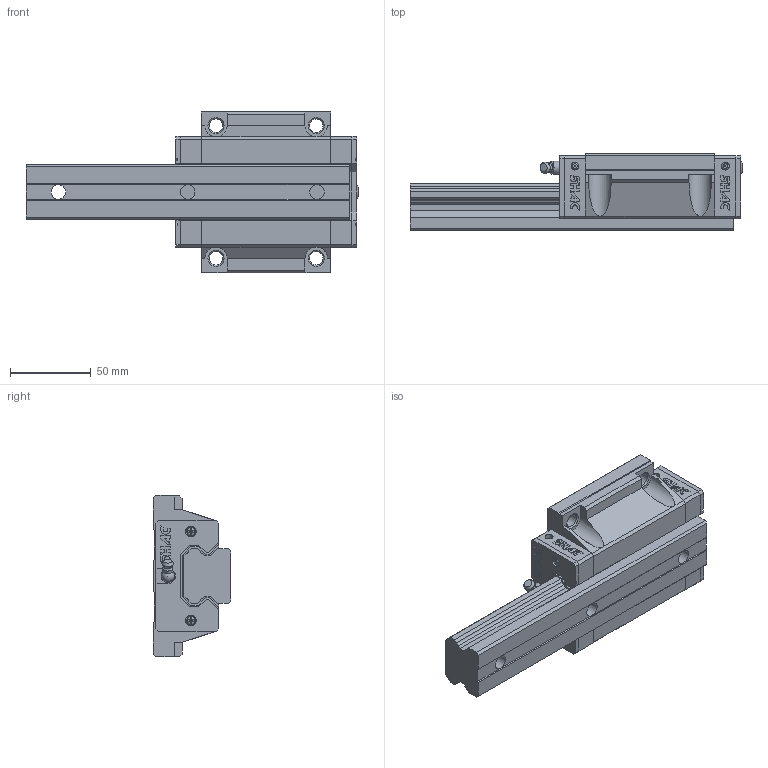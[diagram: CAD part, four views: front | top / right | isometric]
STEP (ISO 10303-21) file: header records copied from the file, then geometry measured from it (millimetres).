
FILE_DESCRIPTION(/* description */ ('STEP AP214'),/* implementation_level */ '2;1');
FILE_NAME(/* name */ 'GHW35CC1R200Z0H-20_20(1_1)',/* time_stamp */ '2025-09-03T13:35:36+02:00',/* author */ ('License CC BY-ND 4.0'),/* organization */ ('CADENAS'),/* preprocessor_version */ 'ST-DEVELOPER v19.3',/* originating_system */ 'PARTsolutions',/* authorisation */ ' ');
FILE_SCHEMA (('AUTOMOTIVE_DESIGN {1 0 10303 214 3 1 1}'));
Length unit declared in the file: millimetre
Products named in the file (8): GHW35CC1R200Z0H-20/20(1_1); GHR35R200H+RC-20/20(1)_RAIL; GHW35CC_SLIDER; GHW35CC_C; GHW35CC_P; GH35_SCREW; GH35_BOLT; GH35-_G
Assembly tree (12 placements, depth 2):
  GHW35CC1R200Z0H-20/20(1_1)
    GHR35R200H+RC-20/20(1)_RAIL
    GHW35CC_SLIDER
    GHW35CC_C  x2
    GHW35CC_P  x2
    GH35_SCREW  x4
    GH35_BOLT
    GH35-_G
Bounding box: 205.3 x 48 x 100 mm (x, y, z)
Volume: 447613.8 mm3; surface area: 88455.7 mm2
Topology: 12 solids, 12 shells, 794 faces, 2111 edges, 1391 vertices
Faces by surface type: plane 643, cylinder 111, cone 24, torus 11, sphere 5
Full cylindrical faces by diameter (mm): 0.656 x4, 4.5 x5, 4.86 x4, 5.43 x4, 6 x2, 6.5 x2, 6.65 x4, 6.86 x2, 8 x1, 8.2 x1, 8.376 x4, 9 x3, 14 x3
Entity records: 15025 total; most frequent: CARTESIAN_POINT 2690, ORIENTED_EDGE 2492, DIRECTION 2416, EDGE_CURVE 1246, LINE 1020, VECTOR 1020, VERTEX_POINT 846, AXIS2_PLACEMENT_3D 698
